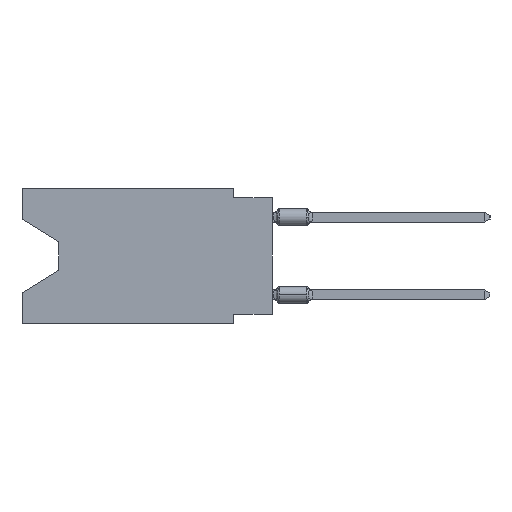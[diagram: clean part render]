
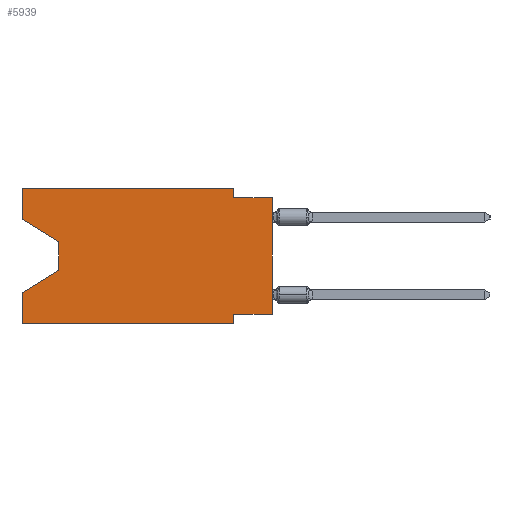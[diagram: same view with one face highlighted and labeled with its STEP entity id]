
A CAD part, left-side view. The second image highlights one B-rep face of the part: STEP entity #5939.
In plain terms, the highlighted planar face has unit normal (-1, 0, 0).
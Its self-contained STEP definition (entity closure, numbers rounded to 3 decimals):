
#38 = DIRECTION ( 'NONE',  ( 0., 0., 1. ) ) ;
#1341 = LINE ( 'NONE', #12454, #49856 ) ;
#2527 = EDGE_CURVE ( 'NONE', #18051, #30949, #23761, .T. ) ;
#3284 = DIRECTION ( 'NONE',  ( 0., 0., -1. ) ) ;
#3525 = PLANE ( 'NONE',  #47528 ) ;
#3616 = LINE ( 'NONE', #38979, #5273 ) ;
#3634 = CARTESIAN_POINT ( 'NONE',  ( 0., 16.383, 0. ) ) ;
#4302 = CARTESIAN_POINT ( 'NONE',  ( 0., 13.97, -3.505 ) ) ;
#4315 = CARTESIAN_POINT ( 'NONE',  ( 0., 16.383, -8.89 ) ) ;
#4572 = CARTESIAN_POINT ( 'NONE',  ( 0., 0., 0. ) ) ;
#4984 = ORIENTED_EDGE ( 'NONE', *, *, #2527, .T. ) ;
#5121 = EDGE_CURVE ( 'NONE', #11210, #31498, #1341, .T. ) ;
#5273 = VECTOR ( 'NONE', #27338, 1000. ) ;
#5939 = ADVANCED_FACE ( 'NONE', ( #26250 ), #3525, .F. ) ;
#6591 = VERTEX_POINT ( 'NONE', #43994 ) ;
#7029 = CARTESIAN_POINT ( 'NONE',  ( 0., 2.54, -0.635 ) ) ;
#7247 = LINE ( 'NONE', #22129, #11305 ) ;
#7473 = DIRECTION ( 'NONE',  ( 0., -1., 0. ) ) ;
#7526 = EDGE_CURVE ( 'NONE', #12170, #40727, #11162, .T. ) ;
#8117 = VECTOR ( 'NONE', #27837, 1000. ) ;
#8511 = VECTOR ( 'NONE', #7473, 1000. ) ;
#9504 = DIRECTION ( 'NONE',  ( 0., -1., 0. ) ) ;
#10263 = ORIENTED_EDGE ( 'NONE', *, *, #5121, .F. ) ;
#10329 = ORIENTED_EDGE ( 'NONE', *, *, #34524, .F. ) ;
#10714 = LINE ( 'NONE', #3634, #46152 ) ;
#11162 = LINE ( 'NONE', #45048, #32603 ) ;
#11210 = VERTEX_POINT ( 'NONE', #28253 ) ;
#11305 = VECTOR ( 'NONE', #42117, 1000. ) ;
#12170 = VERTEX_POINT ( 'NONE', #4302 ) ;
#12454 = CARTESIAN_POINT ( 'NONE',  ( 0., 16.383, 0. ) ) ;
#13038 = ORIENTED_EDGE ( 'NONE', *, *, #43076, .T. ) ;
#13403 = LINE ( 'NONE', #25031, #30146 ) ;
#13558 = ORIENTED_EDGE ( 'NONE', *, *, #47424, .F. ) ;
#13579 = EDGE_CURVE ( 'NONE', #18051, #6591, #29040, .T. ) ;
#13910 = VERTEX_POINT ( 'NONE', #18453 ) ;
#15121 = CARTESIAN_POINT ( 'NONE',  ( 0., 16.383, 0. ) ) ;
#15586 = ORIENTED_EDGE ( 'NONE', *, *, #30518, .F. ) ;
#15666 = ORIENTED_EDGE ( 'NONE', *, *, #13579, .F. ) ;
#16833 = LINE ( 'NONE', #32501, #30610 ) ;
#16954 = DIRECTION ( 'NONE',  ( 0., -0.855, -0.519 ) ) ;
#17877 = ORIENTED_EDGE ( 'NONE', *, *, #48861, .F. ) ;
#18051 = VERTEX_POINT ( 'NONE', #22863 ) ;
#18453 = CARTESIAN_POINT ( 'NONE',  ( 0., 16.383, -6.852 ) ) ;
#18474 = EDGE_CURVE ( 'NONE', #40727, #13910, #3616, .T. ) ;
#20535 = DIRECTION ( 'NONE',  ( 0., 0., 1. ) ) ;
#21672 = CARTESIAN_POINT ( 'NONE',  ( 0., 2.54, -8.89 ) ) ;
#22129 = CARTESIAN_POINT ( 'NONE',  ( 0., 2.54, -8.89 ) ) ;
#22672 = VERTEX_POINT ( 'NONE', #44416 ) ;
#22863 = CARTESIAN_POINT ( 'NONE',  ( 0., 0., -8.255 ) ) ;
#23761 = LINE ( 'NONE', #4572, #36438 ) ;
#25031 = CARTESIAN_POINT ( 'NONE',  ( 0., 16.383, -2.038 ) ) ;
#25248 = DIRECTION ( 'NONE',  ( 0., 1., 0. ) ) ;
#26250 = FACE_OUTER_BOUND ( 'NONE', #43501, .T. ) ;
#26353 = DIRECTION ( 'NONE',  ( 0., 0., 1. ) ) ;
#26617 = DIRECTION ( 'NONE',  ( 0., -1., 0. ) ) ;
#27338 = DIRECTION ( 'NONE',  ( 0., 0.855, -0.519 ) ) ;
#27346 = LINE ( 'NONE', #42529, #8117 ) ;
#27837 = DIRECTION ( 'NONE',  ( 0., 0., -1. ) ) ;
#28253 = CARTESIAN_POINT ( 'NONE',  ( 0., 16.383, -2.038 ) ) ;
#29040 = LINE ( 'NONE', #44491, #47368 ) ;
#29868 = DIRECTION ( 'NONE',  ( 0., 0., -1. ) ) ;
#30123 = VERTEX_POINT ( 'NONE', #21672 ) ;
#30146 = VECTOR ( 'NONE', #16954, 1000. ) ;
#30518 = EDGE_CURVE ( 'NONE', #31467, #30949, #16833, .T. ) ;
#30610 = VECTOR ( 'NONE', #9504, 1000. ) ;
#30949 = VERTEX_POINT ( 'NONE', #44338 ) ;
#31467 = VERTEX_POINT ( 'NONE', #7029 ) ;
#31498 = VERTEX_POINT ( 'NONE', #37854 ) ;
#32501 = CARTESIAN_POINT ( 'NONE',  ( 0., 0., -0.635 ) ) ;
#32603 = VECTOR ( 'NONE', #29868, 1000. ) ;
#33363 = ORIENTED_EDGE ( 'NONE', *, *, #37699, .F. ) ;
#33688 = LINE ( 'NONE', #44834, #45114 ) ;
#34524 = EDGE_CURVE ( 'NONE', #22672, #31467, #27346, .T. ) ;
#34620 = ORIENTED_EDGE ( 'NONE', *, *, #7526, .T. ) ;
#36438 = VECTOR ( 'NONE', #38, 1000. ) ;
#37699 = EDGE_CURVE ( 'NONE', #31498, #22672, #10714, .T. ) ;
#37854 = CARTESIAN_POINT ( 'NONE',  ( 0., 16.383, 0. ) ) ;
#37970 = CARTESIAN_POINT ( 'NONE',  ( 0., 13.97, -5.385 ) ) ;
#38058 = CARTESIAN_POINT ( 'NONE',  ( 0., 16.383, -8.89 ) ) ;
#38804 = LINE ( 'NONE', #38058, #8511 ) ;
#38979 = CARTESIAN_POINT ( 'NONE',  ( 0., 13.97, -5.385 ) ) ;
#40727 = VERTEX_POINT ( 'NONE', #37970 ) ;
#41028 = EDGE_CURVE ( 'NONE', #11210, #12170, #13403, .T. ) ;
#41679 = DIRECTION ( 'NONE',  ( 1., 0., 0. ) ) ;
#42117 = DIRECTION ( 'NONE',  ( 0., 0., -1. ) ) ;
#42529 = CARTESIAN_POINT ( 'NONE',  ( 0., 2.54, 0. ) ) ;
#43076 = EDGE_CURVE ( 'NONE', #49299, #30123, #38804, .T. ) ;
#43501 = EDGE_LOOP ( 'NONE', ( #44086, #34620, #46416, #13558, #13038, #17877, #15666, #4984, #15586, #10329, #33363, #10263 ) ) ;
#43994 = CARTESIAN_POINT ( 'NONE',  ( 0., 2.54, -8.255 ) ) ;
#44086 = ORIENTED_EDGE ( 'NONE', *, *, #41028, .T. ) ;
#44338 = CARTESIAN_POINT ( 'NONE',  ( 0., 0., -0.635 ) ) ;
#44416 = CARTESIAN_POINT ( 'NONE',  ( 0., 2.54, 0. ) ) ;
#44491 = CARTESIAN_POINT ( 'NONE',  ( 0., 0., -8.255 ) ) ;
#44834 = CARTESIAN_POINT ( 'NONE',  ( 0., 16.383, 0. ) ) ;
#45048 = CARTESIAN_POINT ( 'NONE',  ( 0., 13.97, -3.505 ) ) ;
#45114 = VECTOR ( 'NONE', #26353, 1000. ) ;
#46152 = VECTOR ( 'NONE', #26617, 1000. ) ;
#46416 = ORIENTED_EDGE ( 'NONE', *, *, #18474, .T. ) ;
#47368 = VECTOR ( 'NONE', #25248, 1000. ) ;
#47424 = EDGE_CURVE ( 'NONE', #49299, #13910, #33688, .T. ) ;
#47528 = AXIS2_PLACEMENT_3D ( 'NONE', #15121, #41679, #3284 ) ;
#48861 = EDGE_CURVE ( 'NONE', #6591, #30123, #7247, .T. ) ;
#49299 = VERTEX_POINT ( 'NONE', #4315 ) ;
#49856 = VECTOR ( 'NONE', #20535, 1000. ) ;
